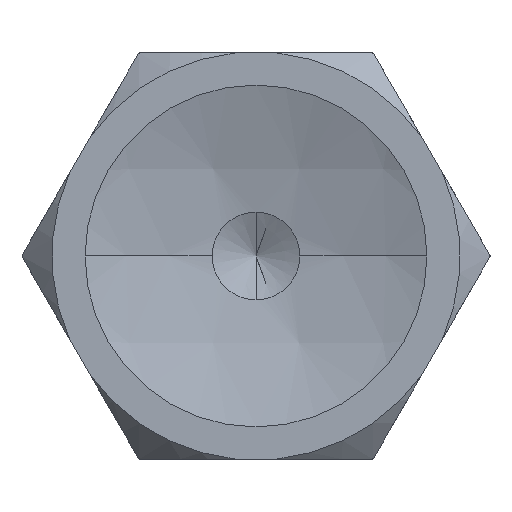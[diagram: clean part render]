
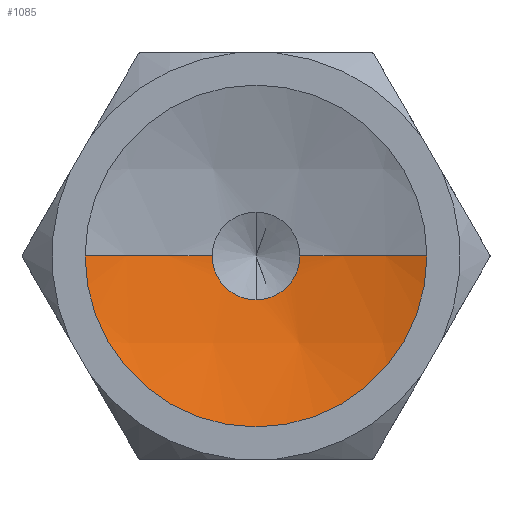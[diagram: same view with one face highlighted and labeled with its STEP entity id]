
A CAD part, front view. The second image highlights one B-rep face of the part: STEP entity #1085.
In plain terms, the highlighted spherical face has radius 21 mm.
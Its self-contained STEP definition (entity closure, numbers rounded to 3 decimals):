
#25 = VERTEX_POINT ( 'NONE', #1144 ) ;
#28 = DIRECTION ( 'NONE',  ( 0., 0., 1. ) ) ;
#41 = DIRECTION ( 'NONE',  ( 0., 1., 0. ) ) ;
#115 = DIRECTION ( 'NONE',  ( 0., 0., 1. ) ) ;
#161 = CARTESIAN_POINT ( 'NONE',  ( 0., -26.916, 0. ) ) ;
#246 = VERTEX_POINT ( 'NONE', #1058 ) ;
#266 = DIRECTION ( 'NONE',  ( -1., 0., 0. ) ) ;
#318 = AXIS2_PLACEMENT_3D ( 'NONE', #765, #115, #877 ) ;
#344 = DIRECTION ( 'NONE',  ( -1., 0., 0. ) ) ;
#346 = ORIENTED_EDGE ( 'NONE', *, *, #1336, .F. ) ;
#383 = EDGE_CURVE ( 'NONE', #432, #570, #1115, .T. ) ;
#418 = CIRCLE ( 'NONE', #1059, 2.05 ) ;
#432 = VERTEX_POINT ( 'NONE', #1114 ) ;
#450 = VERTEX_POINT ( 'NONE', #885 ) ;
#465 = EDGE_CURVE ( 'NONE', #25, #246, #418, .T. ) ;
#478 = ORIENTED_EDGE ( 'NONE', *, *, #820, .T. ) ;
#483 = CARTESIAN_POINT ( 'NONE',  ( 0., -7.5, 0. ) ) ;
#570 = VERTEX_POINT ( 'NONE', #920 ) ;
#587 = DIRECTION ( 'NONE',  ( 0., 0., 1. ) ) ;
#611 = CIRCLE ( 'NONE', #1329, 8. ) ;
#619 = CARTESIAN_POINT ( 'NONE',  ( 0., -6.017, 0. ) ) ;
#660 = SPHERICAL_SURFACE ( 'NONE', #1135, 21. ) ;
#681 = CARTESIAN_POINT ( 'NONE',  ( 0., -6.017, 0. ) ) ;
#735 = DIRECTION ( 'NONE',  ( 0., 0., 1. ) ) ;
#764 = ORIENTED_EDGE ( 'NONE', *, *, #383, .T. ) ;
#765 = CARTESIAN_POINT ( 'NONE',  ( 0., -26.916, 0. ) ) ;
#796 = DIRECTION ( 'NONE',  ( 0., 0., 1. ) ) ;
#820 = EDGE_CURVE ( 'NONE', #570, #25, #1132, .T. ) ;
#877 = DIRECTION ( 'NONE',  ( 1., 0., 0. ) ) ;
#885 = CARTESIAN_POINT ( 'NONE',  ( -8., -7.5, 0. ) ) ;
#886 = CARTESIAN_POINT ( 'NONE',  ( 0., -26.916, 0. ) ) ;
#894 = ORIENTED_EDGE ( 'NONE', *, *, #1356, .F. ) ;
#904 = CIRCLE ( 'NONE', #1120, 21. ) ;
#920 = CARTESIAN_POINT ( 'NONE',  ( 2.05, -6.017, 0. ) ) ;
#922 = ORIENTED_EDGE ( 'NONE', *, *, #465, .T. ) ;
#925 = DIRECTION ( 'NONE',  ( 0., 0., -1. ) ) ;
#1029 = AXIS2_PLACEMENT_3D ( 'NONE', #619, #1388, #735 ) ;
#1058 = CARTESIAN_POINT ( 'NONE',  ( -2.05, -6.017, 0. ) ) ;
#1059 = AXIS2_PLACEMENT_3D ( 'NONE', #681, #41, #796 ) ;
#1070 = EDGE_LOOP ( 'NONE', ( #894, #764, #478, #922, #346 ) ) ;
#1085 = ADVANCED_FACE ( 'NONE', ( #1252 ), #660, .F. ) ;
#1114 = CARTESIAN_POINT ( 'NONE',  ( 8., -7.5, 0. ) ) ;
#1115 = CIRCLE ( 'NONE', #318, 21. ) ;
#1120 = AXIS2_PLACEMENT_3D ( 'NONE', #161, #925, #266 ) ;
#1132 = CIRCLE ( 'NONE', #1029, 2.05 ) ;
#1135 = AXIS2_PLACEMENT_3D ( 'NONE', #886, #28, #344 ) ;
#1144 = CARTESIAN_POINT ( 'NONE',  ( 0., -6.017, -2.05 ) ) ;
#1252 = FACE_OUTER_BOUND ( 'NONE', #1070, .T. ) ;
#1257 = DIRECTION ( 'NONE',  ( 0., 1., 0. ) ) ;
#1329 = AXIS2_PLACEMENT_3D ( 'NONE', #483, #1257, #587 ) ;
#1336 = EDGE_CURVE ( 'NONE', #450, #246, #904, .T. ) ;
#1356 = EDGE_CURVE ( 'NONE', #432, #450, #611, .T. ) ;
#1388 = DIRECTION ( 'NONE',  ( 0., 1., 0. ) ) ;
